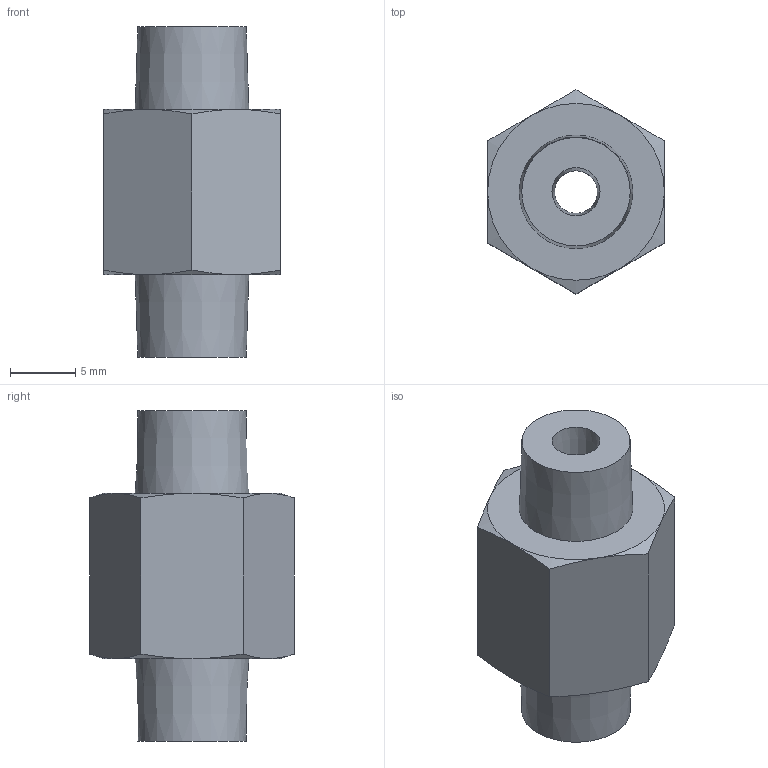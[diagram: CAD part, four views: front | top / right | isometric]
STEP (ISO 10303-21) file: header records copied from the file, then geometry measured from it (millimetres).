
FILE_DESCRIPTION(/* description */ (''),/* implementation_level */ '2;1');
FILE_NAME(/* name */ 'Pneumatic_VIAIR_Fitting.ipt.stp',/* time_stamp */ '2016-01-07T16:44:47-08:00',/* author */ ('Phillip'),/* organization */ (''),/* preprocessor_version */ 'ST-DEVELOPER v16.1',/* originating_system */ 'Autodesk Inventor 2016',/* authorisation */ '');
FILE_SCHEMA (('AUTOMOTIVE_DESIGN { 1 0 10303 214 3 1 1 }'));
Length unit declared in the file: inch
Products named in the file (1): Pneumatic_VIAIR_Fitting
Bounding box: 13.6 x 15.7 x 25.4 mm (x, y, z)
Volume: 2533.6 mm3; surface area: 1487.4 mm2
Topology: 1 solids, 1 shells, 16 faces, 34 edges, 22 vertices
Faces by surface type: plane 10, cone 5, cylinder 1
Full cylindrical faces by diameter (mm): 3.302 x1
Entity records: 410 total; most frequent: CARTESIAN_POINT 89, DIRECTION 58, ORIENTED_EDGE 54, EDGE_CURVE 27, EDGE_LOOP 26, AXIS2_PLACEMENT_3D 26, VERTEX_POINT 21, FACE_OUTER_BOUND 16
